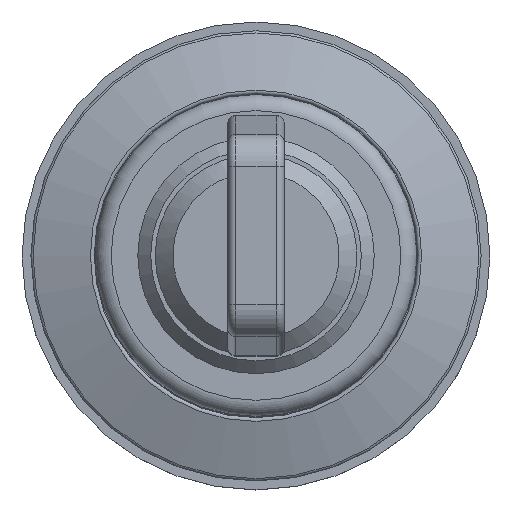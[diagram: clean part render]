
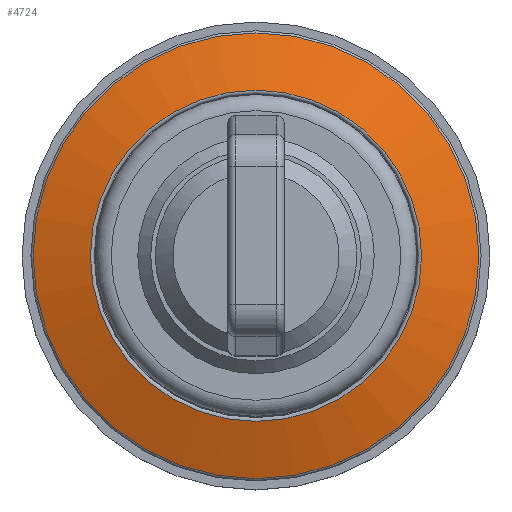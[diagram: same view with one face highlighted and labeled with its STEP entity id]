
A CAD part, top view. The second image highlights one B-rep face of the part: STEP entity #4724.
In plain terms, the highlighted conical face has half-angle 71.267 degrees and reference radius 12.107 mm.
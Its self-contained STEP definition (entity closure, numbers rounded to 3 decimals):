
#61=CONICAL_SURFACE($,#5152,12.107,71.267);
#122=FACE_BOUND($,#747,.T.);
#415=FACE_OUTER_BOUND($,#746,.T.);
#746=EDGE_LOOP($,(#3860));
#747=EDGE_LOOP($,(#3861));
#1835=CIRCLE($,#5149,13.814);
#1837=CIRCLE($,#5153,10.265);
#2242=VERTEX_POINT($,#7851);
#2244=VERTEX_POINT($,#7857);
#2820=EDGE_CURVE($,#2242,#2242,#1835,.T.);
#2822=EDGE_CURVE($,#2244,#2244,#1837,.T.);
#3860=ORIENTED_EDGE($,*,*,#2822,.F.);
#3861=ORIENTED_EDGE($,*,*,#2820,.F.);
#4724=ADVANCED_FACE($,(#415,#122),#61,.T.);
#5149=AXIS2_PLACEMENT_3D($,#7852,#6274,#6275);
#5152=AXIS2_PLACEMENT_3D($,#7856,#6280,#6281);
#5153=AXIS2_PLACEMENT_3D($,#7858,#6282,#6283);
#6274=DIRECTION('center_axis',(0.,0.,
-1.));
#6275=DIRECTION('ref_axis',(-1.,0.,0.));
#6280=DIRECTION('center_axis',(0.,0.,
-1.));
#6281=DIRECTION('ref_axis',(1.,0.,0.));
#6282=DIRECTION('center_axis',(0.,0.,
1.));
#6283=DIRECTION('ref_axis',(1.,0.,0.));
#7851=CARTESIAN_POINT('',(13.814,0.,6.519));
#7852=CARTESIAN_POINT('Origin',(0.,0.,
6.519));
#7856=CARTESIAN_POINT('Origin',(0.,0.,
7.098));
#7857=CARTESIAN_POINT('',(10.265,0.,7.723));
#7858=CARTESIAN_POINT('Origin',(0.,0.,
7.723));
